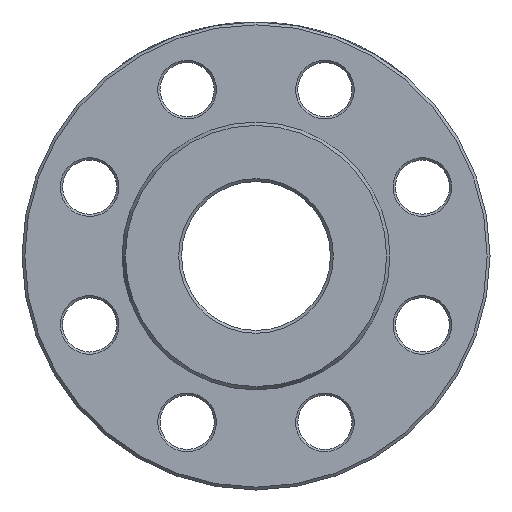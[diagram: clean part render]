
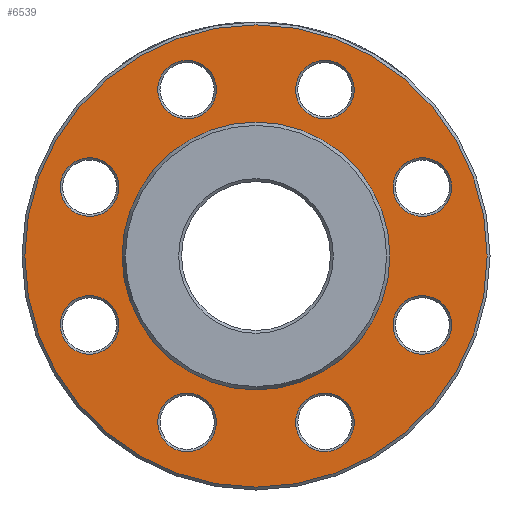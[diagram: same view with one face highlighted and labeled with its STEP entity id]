
A CAD part, left-side view. The second image highlights one B-rep face of the part: STEP entity #6539.
In plain terms, the highlighted planar face has unit normal (-1, 0, 0).
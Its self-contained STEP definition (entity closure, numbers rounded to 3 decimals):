
#37 = CARTESIAN_POINT ( 'NONE',  ( 2., 0., -81.5 ) ) ;
#53 = CARTESIAN_POINT ( 'NONE',  ( 2., -24.3, -58.666 ) ) ;
#56 = AXIS2_PLACEMENT_3D ( 'NONE', #3126, #1885, #4190 ) ;
#105 = CARTESIAN_POINT ( 'NONE',  ( 2., -65.985, -16.982 ) ) ;
#154 = FACE_BOUND ( 'NONE', #3533, .T. ) ;
#245 = CIRCLE ( 'NONE', #6029, 81.5 ) ;
#253 = DIRECTION ( 'NONE',  ( 1., 0., 0. ) ) ;
#450 = EDGE_CURVE ( 'NONE', #2148, #2148, #2414, .T. ) ;
#461 = DIRECTION ( 'NONE',  ( 1., 0., 0. ) ) ;
#467 = CIRCLE ( 'NONE', #4556, 10.35 ) ;
#596 = VERTEX_POINT ( 'NONE', #105 ) ;
#717 = DIRECTION ( 'NONE',  ( 0., 0., -1. ) ) ;
#729 = CIRCLE ( 'NONE', #4702, 47.205 ) ;
#737 = EDGE_LOOP ( 'NONE', ( #6278 ) ) ;
#758 = FACE_BOUND ( 'NONE', #2722, .T. ) ;
#838 = PLANE ( 'NONE',  #56 ) ;
#860 = EDGE_CURVE ( 'NONE', #2393, #2393, #245, .T. ) ;
#959 = EDGE_CURVE ( 'NONE', #1232, #1232, #5795, .T. ) ;
#1132 = EDGE_LOOP ( 'NONE', ( #6202 ) ) ;
#1133 = AXIS2_PLACEMENT_3D ( 'NONE', #1320, #1434, #717 ) ;
#1232 = VERTEX_POINT ( 'NONE', #5774 ) ;
#1320 = CARTESIAN_POINT ( 'NONE',  ( 2., 58.666, -24.3 ) ) ;
#1399 = FACE_BOUND ( 'NONE', #2850, .T. ) ;
#1434 = DIRECTION ( 'NONE',  ( 1., 0., 0. ) ) ;
#1456 = DIRECTION ( 'NONE',  ( 0., -0.707, 0.707 ) ) ;
#1695 = CARTESIAN_POINT ( 'NONE',  ( 2., -34.65, -58.666 ) ) ;
#1825 = EDGE_CURVE ( 'NONE', #4066, #4066, #729, .T. ) ;
#1873 = ORIENTED_EDGE ( 'NONE', *, *, #450, .T. ) ;
#1885 = DIRECTION ( 'NONE',  ( 1., 0., 0. ) ) ;
#1907 = ORIENTED_EDGE ( 'NONE', *, *, #4721, .T. ) ;
#1974 = AXIS2_PLACEMENT_3D ( 'NONE', #5992, #5425, #1456 ) ;
#2089 = CIRCLE ( 'NONE', #1133, 10.35 ) ;
#2148 = VERTEX_POINT ( 'NONE', #6765 ) ;
#2297 = VERTEX_POINT ( 'NONE', #6915 ) ;
#2358 = DIRECTION ( 'NONE',  ( 1., 0., 0. ) ) ;
#2393 = VERTEX_POINT ( 'NONE', #37 ) ;
#2414 = CIRCLE ( 'NONE', #2991, 10.35 ) ;
#2722 = EDGE_LOOP ( 'NONE', ( #2730 ) ) ;
#2730 = ORIENTED_EDGE ( 'NONE', *, *, #6316, .T. ) ;
#2839 = CARTESIAN_POINT ( 'NONE',  ( 2., 0., 0. ) ) ;
#2850 = EDGE_LOOP ( 'NONE', ( #1907 ) ) ;
#2921 = VERTEX_POINT ( 'NONE', #5278 ) ;
#2952 = CARTESIAN_POINT ( 'NONE',  ( 2., 0., 47.205 ) ) ;
#2986 = VERTEX_POINT ( 'NONE', #6033 ) ;
#2987 = EDGE_LOOP ( 'NONE', ( #1873 ) ) ;
#2991 = AXIS2_PLACEMENT_3D ( 'NONE', #3928, #461, #3965 ) ;
#3100 = ORIENTED_EDGE ( 'NONE', *, *, #959, .T. ) ;
#3126 = CARTESIAN_POINT ( 'NONE',  ( 2., 47.205, 0. ) ) ;
#3145 = DIRECTION ( 'NONE',  ( 0., 0.707, 0.707 ) ) ;
#3206 = FACE_BOUND ( 'NONE', #3294, .T. ) ;
#3294 = EDGE_LOOP ( 'NONE', ( #7210 ) ) ;
#3295 = EDGE_CURVE ( 'NONE', #2921, #2921, #4280, .T. ) ;
#3533 = EDGE_LOOP ( 'NONE', ( #7238 ) ) ;
#3567 = CARTESIAN_POINT ( 'NONE',  ( 2., -24.3, 58.666 ) ) ;
#3608 = EDGE_LOOP ( 'NONE', ( #6292 ) ) ;
#3642 = CARTESIAN_POINT ( 'NONE',  ( 2., -58.666, 34.65 ) ) ;
#3759 = CARTESIAN_POINT ( 'NONE',  ( 2., 24.3, 58.666 ) ) ;
#3910 = DIRECTION ( 'NONE',  ( 0., 0.707, -0.707 ) ) ;
#3928 = CARTESIAN_POINT ( 'NONE',  ( 2., 24.3, -58.666 ) ) ;
#3965 = DIRECTION ( 'NONE',  ( 0., -0.707, -0.707 ) ) ;
#4066 = VERTEX_POINT ( 'NONE', #2952 ) ;
#4067 = AXIS2_PLACEMENT_3D ( 'NONE', #53, #6857, #6930 ) ;
#4190 = DIRECTION ( 'NONE',  ( 0., 0., -1. ) ) ;
#4219 = EDGE_CURVE ( 'NONE', #596, #596, #4396, .T. ) ;
#4242 = DIRECTION ( 'NONE',  ( 0., 1., 0. ) ) ;
#4280 = CIRCLE ( 'NONE', #4893, 10.35 ) ;
#4340 = AXIS2_PLACEMENT_3D ( 'NONE', #4618, #5684, #3910 ) ;
#4396 = CIRCLE ( 'NONE', #1974, 10.35 ) ;
#4556 = AXIS2_PLACEMENT_3D ( 'NONE', #3567, #253, #3145 ) ;
#4618 = CARTESIAN_POINT ( 'NONE',  ( 2., 58.666, 24.3 ) ) ;
#4623 = AXIS2_PLACEMENT_3D ( 'NONE', #5837, #2358, #6373 ) ;
#4702 = AXIS2_PLACEMENT_3D ( 'NONE', #2839, #5169, #6798 ) ;
#4719 = EDGE_LOOP ( 'NONE', ( #5056 ) ) ;
#4721 = EDGE_CURVE ( 'NONE', #6881, #6881, #6369, .T. ) ;
#4762 = FACE_BOUND ( 'NONE', #1132, .T. ) ;
#4840 = FACE_BOUND ( 'NONE', #6883, .T. ) ;
#4893 = AXIS2_PLACEMENT_3D ( 'NONE', #3759, #7088, #4242 ) ;
#5056 = ORIENTED_EDGE ( 'NONE', *, *, #860, .T. ) ;
#5169 = DIRECTION ( 'NONE',  ( -1., 0., 0. ) ) ;
#5278 = CARTESIAN_POINT ( 'NONE',  ( 2., 34.65, 58.666 ) ) ;
#5283 = EDGE_CURVE ( 'NONE', #2297, #2297, #467, .T. ) ;
#5425 = DIRECTION ( 'NONE',  ( 1., 0., 0. ) ) ;
#5684 = DIRECTION ( 'NONE',  ( 1., 0., 0. ) ) ;
#5774 = CARTESIAN_POINT ( 'NONE',  ( 2., 65.985, 16.982 ) ) ;
#5795 = CIRCLE ( 'NONE', #4340, 10.35 ) ;
#5837 = CARTESIAN_POINT ( 'NONE',  ( 2., -58.666, 24.3 ) ) ;
#5975 = FACE_BOUND ( 'NONE', #2987, .T. ) ;
#5992 = CARTESIAN_POINT ( 'NONE',  ( 2., -58.666, -24.3 ) ) ;
#6012 = FACE_OUTER_BOUND ( 'NONE', #4719, .T. ) ;
#6016 = DIRECTION ( 'NONE',  ( -1., 0., 0. ) ) ;
#6026 = EDGE_CURVE ( 'NONE', #2986, #2986, #2089, .T. ) ;
#6029 = AXIS2_PLACEMENT_3D ( 'NONE', #6586, #6016, #7344 ) ;
#6033 = CARTESIAN_POINT ( 'NONE',  ( 2., 58.666, -34.65 ) ) ;
#6202 = ORIENTED_EDGE ( 'NONE', *, *, #4219, .T. ) ;
#6207 = CIRCLE ( 'NONE', #4623, 10.35 ) ;
#6278 = ORIENTED_EDGE ( 'NONE', *, *, #1825, .F. ) ;
#6292 = ORIENTED_EDGE ( 'NONE', *, *, #6026, .T. ) ;
#6316 = EDGE_CURVE ( 'NONE', #7093, #7093, #6207, .T. ) ;
#6369 = CIRCLE ( 'NONE', #4067, 10.35 ) ;
#6373 = DIRECTION ( 'NONE',  ( 0., 0., 1. ) ) ;
#6539 = ADVANCED_FACE ( 'NONE', ( #4840, #3206, #154, #758, #4762, #1399, #5975, #6581, #6012, #6659 ), #838, .F. ) ;
#6581 = FACE_BOUND ( 'NONE', #3608, .T. ) ;
#6586 = CARTESIAN_POINT ( 'NONE',  ( 2., 0., 0. ) ) ;
#6659 = FACE_BOUND ( 'NONE', #737, .T. ) ;
#6765 = CARTESIAN_POINT ( 'NONE',  ( 2., 16.982, -65.985 ) ) ;
#6798 = DIRECTION ( 'NONE',  ( 0., 0., 1. ) ) ;
#6857 = DIRECTION ( 'NONE',  ( 1., 0., 0. ) ) ;
#6881 = VERTEX_POINT ( 'NONE', #1695 ) ;
#6883 = EDGE_LOOP ( 'NONE', ( #3100 ) ) ;
#6915 = CARTESIAN_POINT ( 'NONE',  ( 2., -16.982, 65.985 ) ) ;
#6930 = DIRECTION ( 'NONE',  ( 0., -1., 0. ) ) ;
#7088 = DIRECTION ( 'NONE',  ( 1., 0., 0. ) ) ;
#7093 = VERTEX_POINT ( 'NONE', #3642 ) ;
#7210 = ORIENTED_EDGE ( 'NONE', *, *, #3295, .T. ) ;
#7238 = ORIENTED_EDGE ( 'NONE', *, *, #5283, .T. ) ;
#7344 = DIRECTION ( 'NONE',  ( 0., 0., -1. ) ) ;
